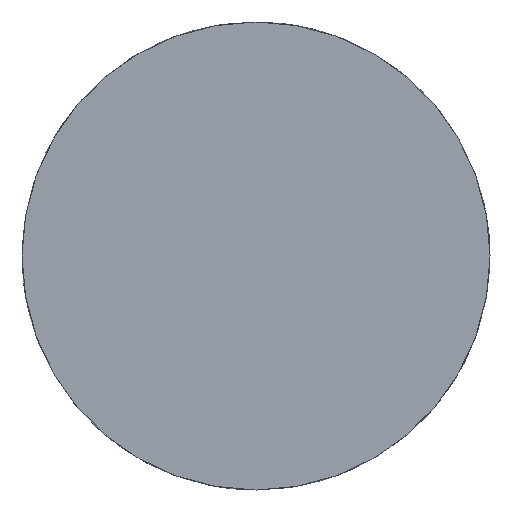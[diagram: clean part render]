
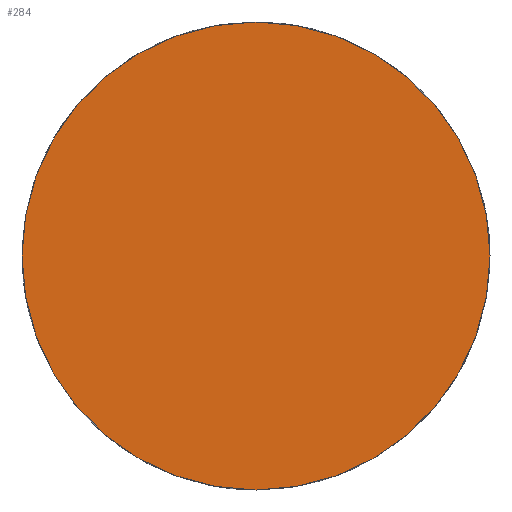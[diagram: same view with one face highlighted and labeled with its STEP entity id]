
A CAD part, front view. The second image highlights one B-rep face of the part: STEP entity #284.
In plain terms, the highlighted planar face has unit normal (0, -1, 0).
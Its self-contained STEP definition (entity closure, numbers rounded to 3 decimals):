
#23 = DIRECTION ( 'NONE',  ( 0., 1., 0. ) ) ;
#25 = CIRCLE ( 'NONE', #289, 18.2 ) ;
#30 = EDGE_CURVE ( 'NONE', #433, #352, #365, .T. ) ;
#63 = DIRECTION ( 'NONE',  ( 0., 1., 0. ) ) ;
#68 = DIRECTION ( 'NONE',  ( 0., 1., 0. ) ) ;
#73 = AXIS2_PLACEMENT_3D ( 'NONE', #329, #68, #371 ) ;
#96 = ORIENTED_EDGE ( 'NONE', *, *, #30, .F. ) ;
#110 = CARTESIAN_POINT ( 'NONE',  ( 0., 0., 18.2 ) ) ;
#160 = EDGE_LOOP ( 'NONE', ( #96, #205 ) ) ;
#205 = ORIENTED_EDGE ( 'NONE', *, *, #297, .F. ) ;
#217 = PLANE ( 'NONE',  #73 ) ;
#284 = ADVANCED_FACE ( 'NONE', ( #373 ), #217, .F. ) ;
#289 = AXIS2_PLACEMENT_3D ( 'NONE', #376, #63, #367 ) ;
#297 = EDGE_CURVE ( 'NONE', #352, #433, #25, .T. ) ;
#329 = CARTESIAN_POINT ( 'NONE',  ( 0., 0., 0. ) ) ;
#352 = VERTEX_POINT ( 'NONE', #110 ) ;
#363 = CARTESIAN_POINT ( 'NONE',  ( 0., 0., -18.2 ) ) ;
#365 = CIRCLE ( 'NONE', #387, 18.2 ) ;
#367 = DIRECTION ( 'NONE',  ( 0., 0., 1. ) ) ;
#371 = DIRECTION ( 'NONE',  ( 0., 0., 1. ) ) ;
#373 = FACE_OUTER_BOUND ( 'NONE', #160, .T. ) ;
#376 = CARTESIAN_POINT ( 'NONE',  ( 0., 0., 0. ) ) ;
#387 = AXIS2_PLACEMENT_3D ( 'NONE', #489, #23, #483 ) ;
#433 = VERTEX_POINT ( 'NONE', #363 ) ;
#483 = DIRECTION ( 'NONE',  ( 0., 0., 1. ) ) ;
#489 = CARTESIAN_POINT ( 'NONE',  ( 0., 0., 0. ) ) ;
